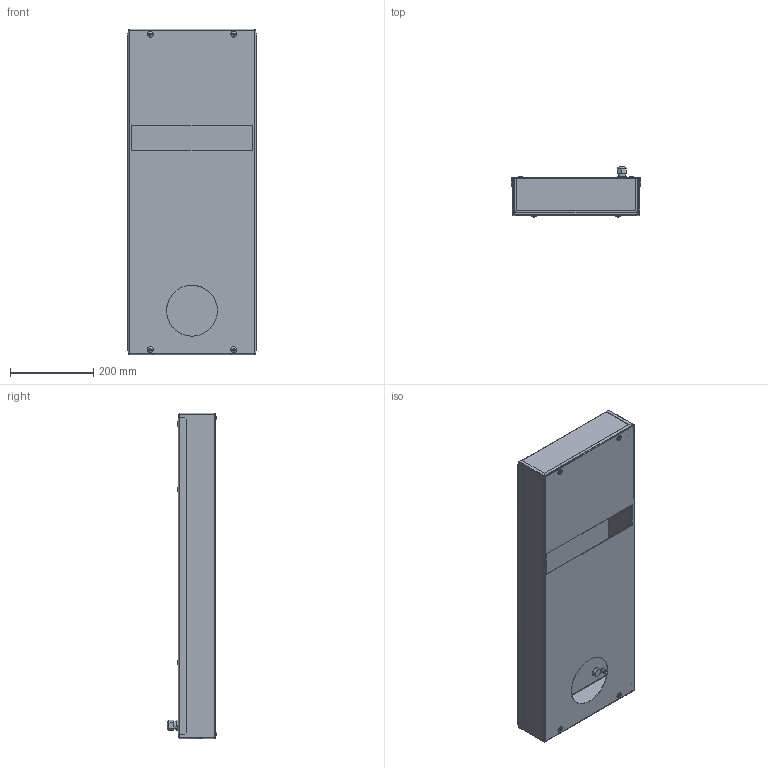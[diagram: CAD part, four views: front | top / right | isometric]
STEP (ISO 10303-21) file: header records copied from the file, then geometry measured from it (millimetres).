
FILE_DESCRIPTION(/* description */ (''),/* implementation_level */ '2;1');
FILE_NAME(/* name */ 'VAX050',/* time_stamp */ '2023-07-10T16:03:02+02:00',/* author */ (''),/* organization */ (''),/* preprocessor_version */ 'ST-DEVELOPER v16.5',/* originating_system */ '',/* authorisation */ '');
FILE_SCHEMA (('AUTOMOTIVE_DESIGN'));
Length unit declared in the file: millimetre
Products named in the file (1): Document
Bounding box: 310 x 119.82 x 781 mm (x, y, z)
Volume: 800870.5 mm3; surface area: 1331610.1 mm2
Topology: 19 solids, 19 shells, 344 faces, 773 edges, 487 vertices
Faces by surface type: plane 202, bspline 142
Entity records: 11550 total; most frequent: CARTESIAN_POINT 6203, ORIENTED_EDGE 1546, EDGE_CURVE 773, VERTEX_POINT 487, B_SPLINE_CURVE_WITH_KNOTS 483, EDGE_LOOP 428, ADVANCED_FACE 344, FACE_OUTER_BOUND 344
